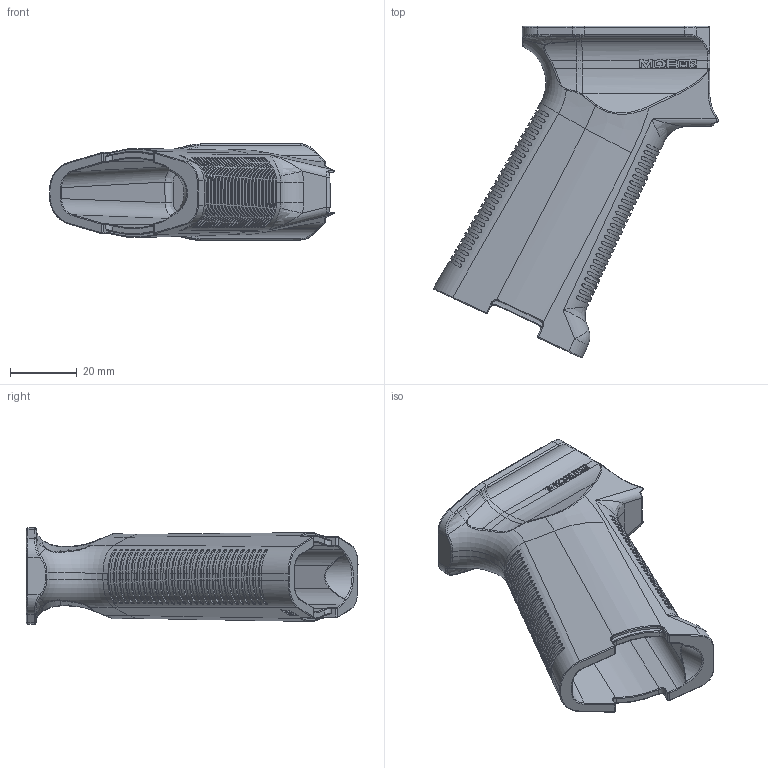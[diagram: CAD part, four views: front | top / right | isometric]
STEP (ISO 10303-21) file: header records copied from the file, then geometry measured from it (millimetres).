
FILE_DESCRIPTION((''),'2;1');
FILE_NAME('PRT0004','2022-11-15T',('William'),(''),'CREO PARAMETRIC BY PTC INC, 2014500','CREO PARAMETRIC BY PTC INC, 2014500','');
FILE_SCHEMA(('CONFIG_CONTROL_DESIGN'));
Length unit declared in the file: millimetre
Products named in the file (1): PRT0004
Bounding box: 85.27 x 99.33 x 28.87 mm (x, y, z)
Volume: 37681 mm3; surface area: 25715.5 mm2
Topology: 1 solids, 1 shells, 1197 faces, 3399 edges, 2210 vertices
Faces by surface type: plane 560, cylinder 425, bspline 144, extrusion 32, torus 28, sphere 6, cone 2
Entity records: 51503 total; most frequent: CARTESIAN_POINT 21737, ORIENTED_EDGE 6786, DIRECTION 5532, EDGE_CURVE 3393, VERTEX_POINT 2210, VECTOR 1848, AXIS2_PLACEMENT_3D 1842, LINE 1816
